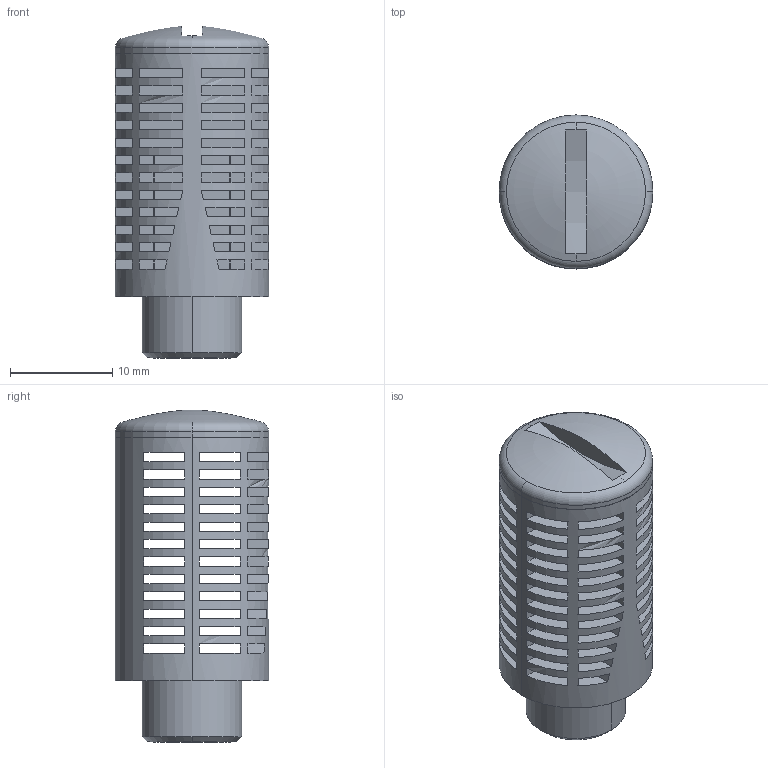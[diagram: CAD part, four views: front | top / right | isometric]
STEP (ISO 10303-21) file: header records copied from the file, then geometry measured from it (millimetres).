
FILE_DESCRIPTION (( 'STEP AP203' ), '1' );
FILE_NAME ('04010001-PL.STEP', '2010-07-19T09:26:00', ( '' ), ( 'sopra-pneumatic' ), 'SwSTEP 2.0', 'SolidWorks 2009', '' );
FILE_SCHEMA (( 'CONFIG_CONTROL_DESIGN' ));
Length unit declared in the file: inch
Products named in the file (1): 04010001-PL
Bounding box: 15 x 15 x 32.41 mm (x, y, z)
Volume: 2877.6 mm3; surface area: 4900.1 mm2
Topology: 1 solids, 1 shells, 274 faces, 958 edges, 636 vertices
Faces by surface type: plane 255, cylinder 9, cone 6, torus 4
Entity records: 10663 total; most frequent: CARTESIAN_POINT 1937, ORIENTED_EDGE 1916, DIRECTION 1724, EDGE_CURVE 958, VECTOR 710, LINE 710, VERTEX_POINT 636, AXIS2_PLACEMENT_3D 507
